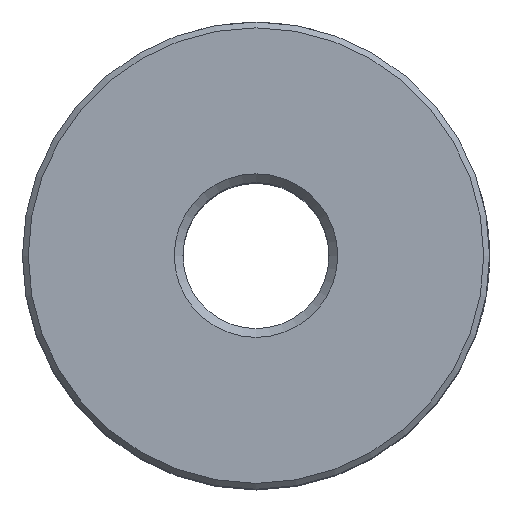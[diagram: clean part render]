
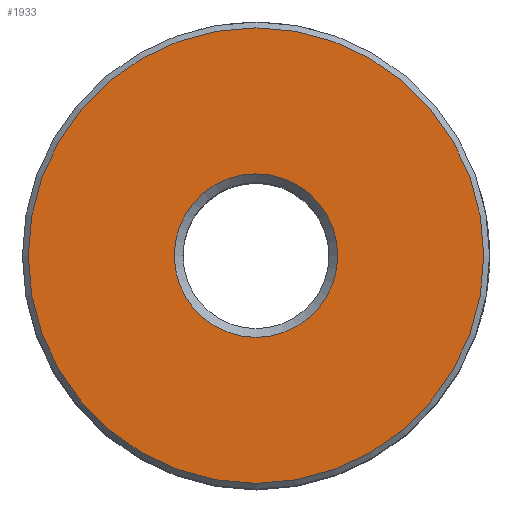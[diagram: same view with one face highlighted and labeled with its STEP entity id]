
A CAD part, top view. The second image highlights one B-rep face of the part: STEP entity #1933.
In plain terms, the highlighted planar face has unit normal (0, 0, 1).
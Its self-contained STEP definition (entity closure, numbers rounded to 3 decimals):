
#104 = CONICAL_SURFACE('',#105,2.5,0.785);
#105 = AXIS2_PLACEMENT_3D('',#106,#107,#108);
#106 = CARTESIAN_POINT('',(0.,0.,4.6));
#107 = DIRECTION('',(0.,0.,1.));
#108 = DIRECTION('',(1.,0.,0.));
#850 = VERTEX_POINT('',#851);
#851 = CARTESIAN_POINT('',(2.8,0.,4.9));
#874 = EDGE_CURVE('',#850,#850,#875,.T.);
#875 = SURFACE_CURVE('',#876,(#881,#888),.PCURVE_S1.);
#876 = CIRCLE('',#877,2.8);
#877 = AXIS2_PLACEMENT_3D('',#878,#879,#880);
#878 = CARTESIAN_POINT('',(0.,0.,4.9));
#879 = DIRECTION('',(0.,0.,-1.));
#880 = DIRECTION('',(1.,0.,0.));
#881 = PCURVE('',#104,#882);
#882 = DEFINITIONAL_REPRESENTATION('',(#883),#887);
#883 = LINE('',#884,#885);
#884 = CARTESIAN_POINT('',(-0.,0.3));
#885 = VECTOR('',#886,1.);
#886 = DIRECTION('',(-1.,0.));
#887 = ( GEOMETRIC_REPRESENTATION_CONTEXT(2) 
PARAMETRIC_REPRESENTATION_CONTEXT() REPRESENTATION_CONTEXT('2D SPACE',''
  ) );
#888 = PCURVE('',#889,#894);
#889 = PLANE('',#890);
#890 = AXIS2_PLACEMENT_3D('',#891,#892,#893);
#891 = CARTESIAN_POINT('',(0.,0.,4.9));
#892 = DIRECTION('',(0.,0.,-1.));
#893 = DIRECTION('',(1.,0.,0.));
#894 = DEFINITIONAL_REPRESENTATION('',(#895),#899);
#895 = CIRCLE('',#896,2.8);
#896 = AXIS2_PLACEMENT_2D('',#897,#898);
#897 = CARTESIAN_POINT('',(0.,0.));
#898 = DIRECTION('',(1.,-0.));
#899 = ( GEOMETRIC_REPRESENTATION_CONTEXT(2) 
PARAMETRIC_REPRESENTATION_CONTEXT() REPRESENTATION_CONTEXT('2D SPACE',''
  ) );
#1933 = ADVANCED_FACE('',(#1934,#1937),#889,.F.);
#1934 = FACE_BOUND('',#1935,.T.);
#1935 = EDGE_LOOP('',(#1936));
#1936 = ORIENTED_EDGE('',*,*,#874,.T.);
#1937 = FACE_BOUND('',#1938,.T.);
#1938 = EDGE_LOOP('',(#1939));
#1939 = ORIENTED_EDGE('',*,*,#1940,.F.);
#1940 = EDGE_CURVE('',#1941,#1941,#1943,.T.);
#1941 = VERTEX_POINT('',#1942);
#1942 = CARTESIAN_POINT('',(7.8,0.,4.9));
#1943 = SURFACE_CURVE('',#1944,(#1949,#1956),.PCURVE_S1.);
#1944 = CIRCLE('',#1945,7.8);
#1945 = AXIS2_PLACEMENT_3D('',#1946,#1947,#1948);
#1946 = CARTESIAN_POINT('',(0.,0.,4.9));
#1947 = DIRECTION('',(0.,0.,-1.));
#1948 = DIRECTION('',(1.,0.,0.));
#1949 = PCURVE('',#889,#1950);
#1950 = DEFINITIONAL_REPRESENTATION('',(#1951),#1955);
#1951 = CIRCLE('',#1952,7.8);
#1952 = AXIS2_PLACEMENT_2D('',#1953,#1954);
#1953 = CARTESIAN_POINT('',(0.,0.));
#1954 = DIRECTION('',(1.,-0.));
#1955 = ( GEOMETRIC_REPRESENTATION_CONTEXT(2) 
PARAMETRIC_REPRESENTATION_CONTEXT() REPRESENTATION_CONTEXT('2D SPACE',''
  ) );
#1956 = PCURVE('',#1957,#1962);
#1957 = CONICAL_SURFACE('',#1958,7.8,0.785);
#1958 = AXIS2_PLACEMENT_3D('',#1959,#1960,#1961);
#1959 = CARTESIAN_POINT('',(0.,0.,4.9));
#1960 = DIRECTION('',(0.,0.,-1.));
#1961 = DIRECTION('',(1.,0.,0.));
#1962 = DEFINITIONAL_REPRESENTATION('',(#1963),#1967);
#1963 = LINE('',#1964,#1965);
#1964 = CARTESIAN_POINT('',(0.,0.));
#1965 = VECTOR('',#1966,1.);
#1966 = DIRECTION('',(1.,0.));
#1967 = ( GEOMETRIC_REPRESENTATION_CONTEXT(2) 
PARAMETRIC_REPRESENTATION_CONTEXT() REPRESENTATION_CONTEXT('2D SPACE',''
  ) );
